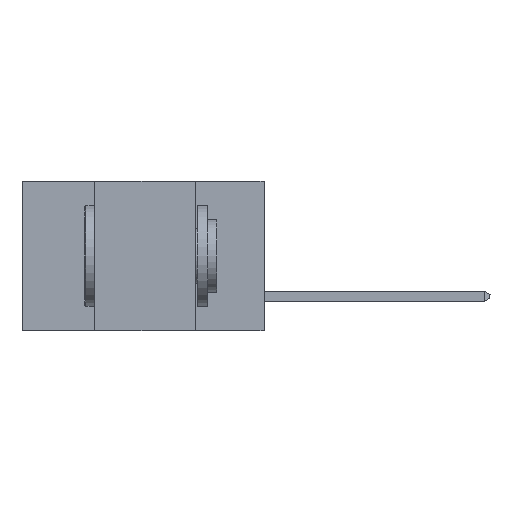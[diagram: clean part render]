
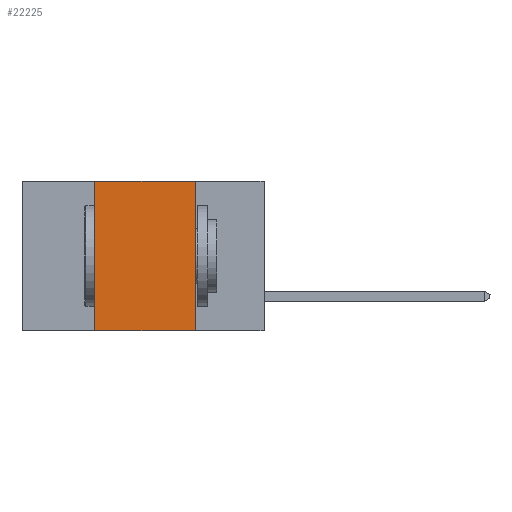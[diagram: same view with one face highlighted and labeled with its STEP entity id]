
A CAD part, left-side view. The second image highlights one B-rep face of the part: STEP entity #22225.
In plain terms, the highlighted planar face has unit normal (-1, 0, 0).
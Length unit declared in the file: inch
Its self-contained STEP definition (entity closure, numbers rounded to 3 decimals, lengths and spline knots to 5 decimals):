
#466 = VERTEX_POINT ( 'NONE', #21116 ) ;
#1233 = VERTEX_POINT ( 'NONE', #6046 ) ;
#1274 = ORIENTED_EDGE ( 'NONE', *, *, #9303, .F. ) ;
#1322 = DIRECTION ( 'NONE',  ( 1., 0., 0. ) ) ;
#1361 = CARTESIAN_POINT ( 'NONE',  ( 0., 0.17, 0. ) ) ;
#2251 = FACE_OUTER_BOUND ( 'NONE', #3648, .T. ) ;
#2727 = EDGE_CURVE ( 'NONE', #22908, #15572, #12122, .T. ) ;
#3123 = CARTESIAN_POINT ( 'NONE',  ( 0., 0.42, -0.37 ) ) ;
#3648 = EDGE_LOOP ( 'NONE', ( #14583, #13238, #1274, #21171 ) ) ;
#6046 = CARTESIAN_POINT ( 'NONE',  ( 0., 0.42, 0. ) ) ;
#6710 = DIRECTION ( 'NONE',  ( 0., 0., -1. ) ) ;
#8365 = EDGE_CURVE ( 'NONE', #1233, #466, #17791, .T. ) ;
#8961 = CARTESIAN_POINT ( 'NONE',  ( 0., 0.42, 0. ) ) ;
#9123 = DIRECTION ( 'NONE',  ( 0., 0., 1. ) ) ;
#9303 = EDGE_CURVE ( 'NONE', #22908, #1233, #16297, .T. ) ;
#11550 = VECTOR ( 'NONE', #11604, 39.37008 ) ;
#11604 = DIRECTION ( 'NONE',  ( 0., -1., 0. ) ) ;
#12122 = LINE ( 'NONE', #15224, #11550 ) ;
#12648 = CARTESIAN_POINT ( 'NONE',  ( 0., 0.17, -0.37 ) ) ;
#12960 = VECTOR ( 'NONE', #17664, 39.37008 ) ;
#13231 = VECTOR ( 'NONE', #18649, 39.37008 ) ;
#13238 = ORIENTED_EDGE ( 'NONE', *, *, #8365, .F. ) ;
#13702 = PLANE ( 'NONE',  #19146 ) ;
#14583 = ORIENTED_EDGE ( 'NONE', *, *, #22731, .F. ) ;
#15224 = CARTESIAN_POINT ( 'NONE',  ( 0., 0.6, -0.37 ) ) ;
#15572 = VERTEX_POINT ( 'NONE', #12648 ) ;
#16297 = LINE ( 'NONE', #8961, #20035 ) ;
#17364 = CARTESIAN_POINT ( 'NONE',  ( 0., 0.6, 0. ) ) ;
#17664 = DIRECTION ( 'NONE',  ( 0., -1., 0. ) ) ;
#17791 = LINE ( 'NONE', #19571, #12960 ) ;
#18649 = DIRECTION ( 'NONE',  ( 0., 0., -1. ) ) ;
#19146 = AXIS2_PLACEMENT_3D ( 'NONE', #17364, #1322, #6710 ) ;
#19571 = CARTESIAN_POINT ( 'NONE',  ( 0., 0.6, 0. ) ) ;
#20035 = VECTOR ( 'NONE', #9123, 39.37008 ) ;
#20881 = LINE ( 'NONE', #1361, #13231 ) ;
#21116 = CARTESIAN_POINT ( 'NONE',  ( 0., 0.17, 0. ) ) ;
#21171 = ORIENTED_EDGE ( 'NONE', *, *, #2727, .T. ) ;
#22225 = ADVANCED_FACE ( 'NONE', ( #2251 ), #13702, .F. ) ;
#22731 = EDGE_CURVE ( 'NONE', #466, #15572, #20881, .T. ) ;
#22908 = VERTEX_POINT ( 'NONE', #3123 ) ;
